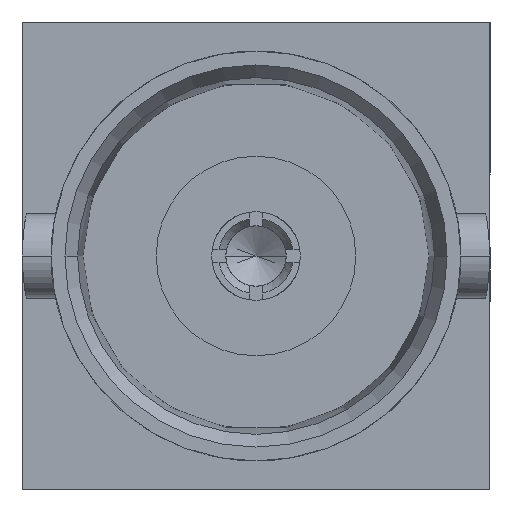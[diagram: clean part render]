
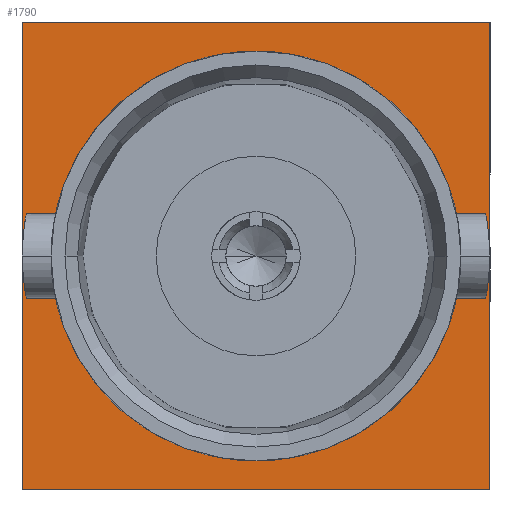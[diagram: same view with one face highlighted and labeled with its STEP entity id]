
A CAD part, left-side view. The second image highlights one B-rep face of the part: STEP entity #1790.
In plain terms, the highlighted planar face has unit normal (-1, 0, 0).
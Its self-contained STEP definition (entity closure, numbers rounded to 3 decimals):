
#224=CARTESIAN_POINT('',(12.45,0.,0.));
#225=DIRECTION('',(-1.,0.,0.));
#226=DIRECTION('',(0.,1.,0.));
#227=AXIS2_PLACEMENT_3D('',#224,#225,#226);
#269=CARTESIAN_POINT('',(12.45,0.,0.));
#270=DIRECTION('',(-1.,0.,0.));
#271=DIRECTION('',(0.,-1.,0.));
#272=AXIS2_PLACEMENT_3D('',#269,#270,#271);
#296=DIRECTION('',(0.,-1.,0.));
#297=VECTOR('',#296,11.02);
#298=CARTESIAN_POINT('',(12.45,5.51,5.51));
#299=LINE('',#298,#297);
#300=DIRECTION('',(0.,0.,-1.));
#301=VECTOR('',#300,11.02);
#302=CARTESIAN_POINT('',(12.45,-5.51,5.51));
#303=LINE('',#302,#301);
#304=DIRECTION('',(0.,1.,0.));
#305=VECTOR('',#304,11.02);
#306=CARTESIAN_POINT('',(12.45,-5.51,-5.51));
#307=LINE('',#306,#305);
#308=DIRECTION('',(0.,0.,1.));
#309=VECTOR('',#308,11.02);
#310=CARTESIAN_POINT('',(12.45,5.51,-5.51));
#311=LINE('',#310,#309);
#1283=CARTESIAN_POINT('',(12.45,5.51,5.51));
#1284=CARTESIAN_POINT('',(12.45,-5.51,5.51));
#1285=VERTEX_POINT('',#1283);
#1286=VERTEX_POINT('',#1284);
#1287=CARTESIAN_POINT('',(12.45,-5.51,-5.51));
#1288=VERTEX_POINT('',#1287);
#1289=CARTESIAN_POINT('',(12.45,5.51,-5.51));
#1290=VERTEX_POINT('',#1289);
#1295=CARTESIAN_POINT('',(12.45,4.825,0.));
#1296=CARTESIAN_POINT('',(12.45,-4.825,0.));
#1297=VERTEX_POINT('',#1295);
#1298=VERTEX_POINT('',#1296);
#1771=CARTESIAN_POINT('',(12.45,0.,0.));
#1772=DIRECTION('',(1.,0.,0.));
#1773=DIRECTION('',(0.,0.,-1.));
#1774=AXIS2_PLACEMENT_3D('',#1771,#1772,#1773);
#1775=PLANE('',#1774);
#1777=ORIENTED_EDGE('',*,*,#1776,.T.);
#1779=ORIENTED_EDGE('',*,*,#1778,.T.);
#1781=ORIENTED_EDGE('',*,*,#1780,.T.);
#1783=ORIENTED_EDGE('',*,*,#1782,.T.);
#1784=EDGE_LOOP('',(#1777,#1779,#1781,#1783));
#1785=FACE_OUTER_BOUND('',#1784,.F.);
#1786=ORIENTED_EDGE('',*,*,#1720,.T.);
#1787=ORIENTED_EDGE('',*,*,#1752,.T.);
#1788=EDGE_LOOP('',(#1786,#1787));
#1789=FACE_BOUND('',#1788,.F.);
#1790=ADVANCED_FACE('',(#1785,#1789),#1775,.F.);
#228=CIRCLE('',#227,4.825);
#273=CIRCLE('',#272,4.825);
#1720=EDGE_CURVE('',#1297,#1298,#228,.T.);
#1752=EDGE_CURVE('',#1298,#1297,#273,.T.);
#1776=EDGE_CURVE('',#1285,#1286,#299,.T.);
#1778=EDGE_CURVE('',#1286,#1288,#303,.T.);
#1780=EDGE_CURVE('',#1288,#1290,#307,.T.);
#1782=EDGE_CURVE('',#1290,#1285,#311,.T.);
